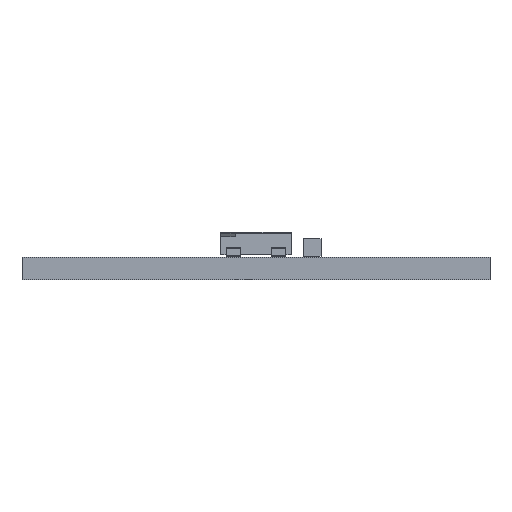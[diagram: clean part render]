
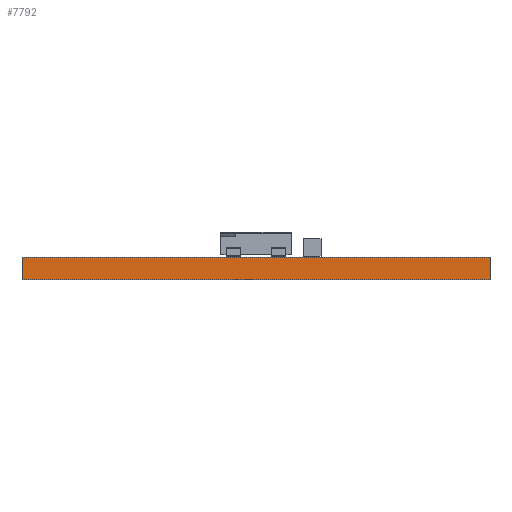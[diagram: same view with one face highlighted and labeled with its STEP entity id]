
A CAD part, front view. The second image highlights one B-rep face of the part: STEP entity #7792.
In plain terms, the highlighted planar face has unit normal (0, -1, 0).
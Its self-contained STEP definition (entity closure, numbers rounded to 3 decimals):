
#7676 = EDGE_CURVE('',#7677,#7679,#7681,.T.);
#7677 = VERTEX_POINT('',#7678);
#7678 = CARTESIAN_POINT('',(149.5,-104.5,0.));
#7679 = VERTEX_POINT('',#7680);
#7680 = CARTESIAN_POINT('',(149.5,-104.5,1.6));
#7681 = SURFACE_CURVE('',#7682,(#7686,#7698),.PCURVE_S1.);
#7682 = LINE('',#7683,#7684);
#7683 = CARTESIAN_POINT('',(149.5,-104.5,0.));
#7684 = VECTOR('',#7685,1.);
#7685 = DIRECTION('',(0.,0.,1.));
#7686 = PCURVE('',#7687,#7692);
#7687 = PLANE('',#7688);
#7688 = AXIS2_PLACEMENT_3D('',#7689,#7690,#7691);
#7689 = CARTESIAN_POINT('',(149.5,-104.5,0.));
#7690 = DIRECTION('',(-1.,0.,0.));
#7691 = DIRECTION('',(0.,1.,0.));
#7692 = DEFINITIONAL_REPRESENTATION('',(#7693),#7697);
#7693 = LINE('',#7694,#7695);
#7694 = CARTESIAN_POINT('',(0.,0.));
#7695 = VECTOR('',#7696,1.);
#7696 = DIRECTION('',(0.,-1.));
#7697 = ( GEOMETRIC_REPRESENTATION_CONTEXT(2) 
PARAMETRIC_REPRESENTATION_CONTEXT() REPRESENTATION_CONTEXT('2D SPACE',''
  ) );
#7698 = PCURVE('',#7699,#7704);
#7699 = PLANE('',#7700);
#7700 = AXIS2_PLACEMENT_3D('',#7701,#7702,#7703);
#7701 = CARTESIAN_POINT('',(116.5,-104.5,0.));
#7702 = DIRECTION('',(0.,1.,0.));
#7703 = DIRECTION('',(1.,0.,0.));
#7704 = DEFINITIONAL_REPRESENTATION('',(#7705),#7709);
#7705 = LINE('',#7706,#7707);
#7706 = CARTESIAN_POINT('',(33.,0.));
#7707 = VECTOR('',#7708,1.);
#7708 = DIRECTION('',(0.,-1.));
#7709 = ( GEOMETRIC_REPRESENTATION_CONTEXT(2) 
PARAMETRIC_REPRESENTATION_CONTEXT() REPRESENTATION_CONTEXT('2D SPACE',''
  ) );
#7727 = PLANE('',#7728);
#7728 = AXIS2_PLACEMENT_3D('',#7729,#7730,#7731);
#7729 = CARTESIAN_POINT('',(132.152,-95.5,1.6));
#7730 = DIRECTION('',(0.,0.,1.));
#7731 = DIRECTION('',(1.,0.,0.));
#7781 = PLANE('',#7782);
#7782 = AXIS2_PLACEMENT_3D('',#7783,#7784,#7785);
#7783 = CARTESIAN_POINT('',(132.152,-95.5,0.));
#7784 = DIRECTION('',(0.,0.,1.));
#7785 = DIRECTION('',(1.,0.,0.));
#7792 = ADVANCED_FACE('',(#7793),#7699,.F.);
#7793 = FACE_BOUND('',#7794,.F.);
#7794 = EDGE_LOOP('',(#7795,#7825,#7846,#7847));
#7795 = ORIENTED_EDGE('',*,*,#7796,.T.);
#7796 = EDGE_CURVE('',#7797,#7799,#7801,.T.);
#7797 = VERTEX_POINT('',#7798);
#7798 = CARTESIAN_POINT('',(116.5,-104.5,0.));
#7799 = VERTEX_POINT('',#7800);
#7800 = CARTESIAN_POINT('',(116.5,-104.5,1.6));
#7801 = SURFACE_CURVE('',#7802,(#7806,#7813),.PCURVE_S1.);
#7802 = LINE('',#7803,#7804);
#7803 = CARTESIAN_POINT('',(116.5,-104.5,0.));
#7804 = VECTOR('',#7805,1.);
#7805 = DIRECTION('',(0.,0.,1.));
#7806 = PCURVE('',#7699,#7807);
#7807 = DEFINITIONAL_REPRESENTATION('',(#7808),#7812);
#7808 = LINE('',#7809,#7810);
#7809 = CARTESIAN_POINT('',(0.,0.));
#7810 = VECTOR('',#7811,1.);
#7811 = DIRECTION('',(0.,-1.));
#7812 = ( GEOMETRIC_REPRESENTATION_CONTEXT(2) 
PARAMETRIC_REPRESENTATION_CONTEXT() REPRESENTATION_CONTEXT('2D SPACE',''
  ) );
#7813 = PCURVE('',#7814,#7819);
#7814 = PLANE('',#7815);
#7815 = AXIS2_PLACEMENT_3D('',#7816,#7817,#7818);
#7816 = CARTESIAN_POINT('',(116.5,-100.,0.));
#7817 = DIRECTION('',(1.,0.,0.));
#7818 = DIRECTION('',(0.,-1.,0.));
#7819 = DEFINITIONAL_REPRESENTATION('',(#7820),#7824);
#7820 = LINE('',#7821,#7822);
#7821 = CARTESIAN_POINT('',(4.5,0.));
#7822 = VECTOR('',#7823,1.);
#7823 = DIRECTION('',(0.,-1.));
#7824 = ( GEOMETRIC_REPRESENTATION_CONTEXT(2) 
PARAMETRIC_REPRESENTATION_CONTEXT() REPRESENTATION_CONTEXT('2D SPACE',''
  ) );
#7825 = ORIENTED_EDGE('',*,*,#7826,.T.);
#7826 = EDGE_CURVE('',#7799,#7679,#7827,.T.);
#7827 = SURFACE_CURVE('',#7828,(#7832,#7839),.PCURVE_S1.);
#7828 = LINE('',#7829,#7830);
#7829 = CARTESIAN_POINT('',(116.5,-104.5,1.6));
#7830 = VECTOR('',#7831,1.);
#7831 = DIRECTION('',(1.,0.,0.));
#7832 = PCURVE('',#7699,#7833);
#7833 = DEFINITIONAL_REPRESENTATION('',(#7834),#7838);
#7834 = LINE('',#7835,#7836);
#7835 = CARTESIAN_POINT('',(0.,-1.6));
#7836 = VECTOR('',#7837,1.);
#7837 = DIRECTION('',(1.,0.));
#7838 = ( GEOMETRIC_REPRESENTATION_CONTEXT(2) 
PARAMETRIC_REPRESENTATION_CONTEXT() REPRESENTATION_CONTEXT('2D SPACE',''
  ) );
#7839 = PCURVE('',#7727,#7840);
#7840 = DEFINITIONAL_REPRESENTATION('',(#7841),#7845);
#7841 = LINE('',#7842,#7843);
#7842 = CARTESIAN_POINT('',(-15.652,-9.));
#7843 = VECTOR('',#7844,1.);
#7844 = DIRECTION('',(1.,0.));
#7845 = ( GEOMETRIC_REPRESENTATION_CONTEXT(2) 
PARAMETRIC_REPRESENTATION_CONTEXT() REPRESENTATION_CONTEXT('2D SPACE',''
  ) );
#7846 = ORIENTED_EDGE('',*,*,#7676,.F.);
#7847 = ORIENTED_EDGE('',*,*,#7848,.F.);
#7848 = EDGE_CURVE('',#7797,#7677,#7849,.T.);
#7849 = SURFACE_CURVE('',#7850,(#7854,#7861),.PCURVE_S1.);
#7850 = LINE('',#7851,#7852);
#7851 = CARTESIAN_POINT('',(116.5,-104.5,0.));
#7852 = VECTOR('',#7853,1.);
#7853 = DIRECTION('',(1.,0.,0.));
#7854 = PCURVE('',#7699,#7855);
#7855 = DEFINITIONAL_REPRESENTATION('',(#7856),#7860);
#7856 = LINE('',#7857,#7858);
#7857 = CARTESIAN_POINT('',(0.,0.));
#7858 = VECTOR('',#7859,1.);
#7859 = DIRECTION('',(1.,0.));
#7860 = ( GEOMETRIC_REPRESENTATION_CONTEXT(2) 
PARAMETRIC_REPRESENTATION_CONTEXT() REPRESENTATION_CONTEXT('2D SPACE',''
  ) );
#7861 = PCURVE('',#7781,#7862);
#7862 = DEFINITIONAL_REPRESENTATION('',(#7863),#7867);
#7863 = LINE('',#7864,#7865);
#7864 = CARTESIAN_POINT('',(-15.652,-9.));
#7865 = VECTOR('',#7866,1.);
#7866 = DIRECTION('',(1.,0.));
#7867 = ( GEOMETRIC_REPRESENTATION_CONTEXT(2) 
PARAMETRIC_REPRESENTATION_CONTEXT() REPRESENTATION_CONTEXT('2D SPACE',''
  ) );
